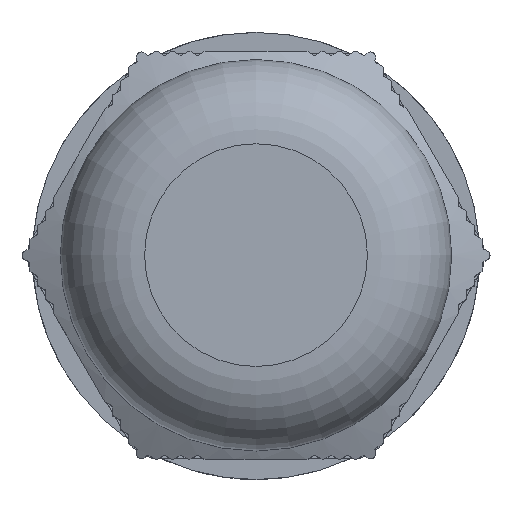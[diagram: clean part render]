
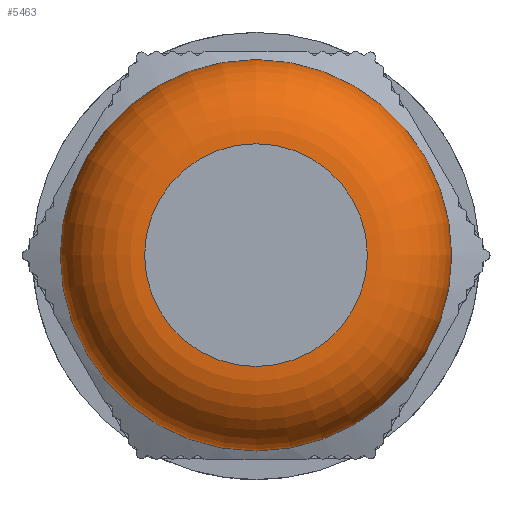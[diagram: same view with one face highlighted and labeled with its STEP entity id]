
A CAD part, top view. The second image highlights one B-rep face of the part: STEP entity #5463.
In plain terms, the highlighted toroidal (fillet/blend) face has major radius 6.6 mm and minor radius 5 mm.
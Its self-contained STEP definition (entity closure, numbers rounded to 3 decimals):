
#12=TOROIDAL_SURFACE($,#5883,6.6,5.);
#1089=FACE_BOUND($,#1620,.T.);
#1332=FACE_OUTER_BOUND($,#1619,.T.);
#1619=EDGE_LOOP($,(#4157));
#1620=EDGE_LOOP($,(#4158));
#1921=CIRCLE($,#5784,6.6);
#1923=CIRCLE($,#5884,11.6);
#2206=VERTEX_POINT($,#8923);
#2400=VERTEX_POINT($,#10592);
#2755=EDGE_CURVE($,#2206,#2206,#1921,.T.);
#3046=EDGE_CURVE($,#2400,#2400,#1923,.T.);
#4157=ORIENTED_EDGE($,*,*,#2755,.T.);
#4158=ORIENTED_EDGE($,*,*,#3046,.T.);
#5463=ADVANCED_FACE($,(#1332,#1089),#12,.T.);
#5784=AXIS2_PLACEMENT_3D($,#8924,#6509,#6510);
#5883=AXIS2_PLACEMENT_3D($,#10591,#6804,#6805);
#5884=AXIS2_PLACEMENT_3D($,#10593,#6806,#6807);
#6509=DIRECTION('center_axis',(0.,0.,
-1.));
#6510=DIRECTION('ref_axis',(1.,0.,0.));
#6804=DIRECTION('center_axis',(0.,0.,
-1.));
#6805=DIRECTION('ref_axis',(1.,0.,0.));
#6806=DIRECTION('center_axis',(0.,0.,
1.));
#6807=DIRECTION('ref_axis',(1.,0.,0.));
#8923=CARTESIAN_POINT('',(-6.6,0.,30.2));
#8924=CARTESIAN_POINT('Origin',(0.,0.,
30.2));
#10591=CARTESIAN_POINT('Origin',(0.,0.,
25.2));
#10592=CARTESIAN_POINT('',(-11.6,0.,25.2));
#10593=CARTESIAN_POINT('Origin',(0.,0.,
25.2));
